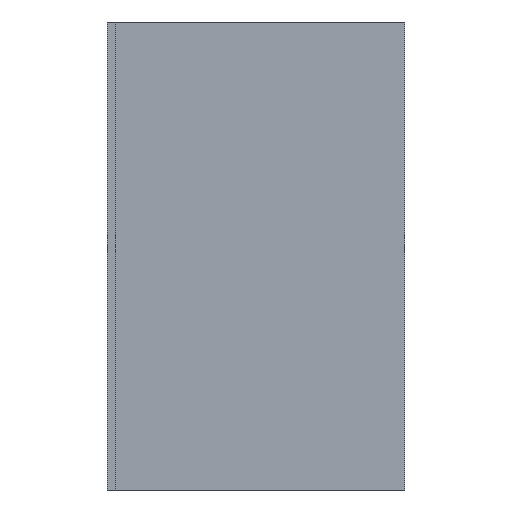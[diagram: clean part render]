
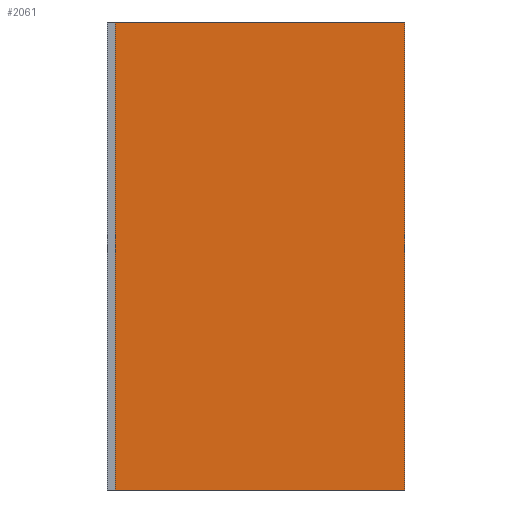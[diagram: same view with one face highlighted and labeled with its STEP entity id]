
A CAD part, left-side view. The second image highlights one B-rep face of the part: STEP entity #2061.
In plain terms, the highlighted planar face has unit normal (-1, 0, 0).
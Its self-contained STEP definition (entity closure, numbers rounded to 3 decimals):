
#57 = CARTESIAN_POINT ( 'NONE',  ( -0.014, -0.01, 0. ) ) ;
#215 = VECTOR ( 'NONE', #1409, 1000. ) ;
#526 = CARTESIAN_POINT ( 'NONE',  ( -0.014, 0., 0. ) ) ;
#533 = ORIENTED_EDGE ( 'NONE', *, *, #2039, .T. ) ;
#641 = CARTESIAN_POINT ( 'NONE',  ( -0.014, 0., -0.55 ) ) ;
#807 = DIRECTION ( 'NONE',  ( 0., 1., 0. ) ) ;
#913 = VERTEX_POINT ( 'NONE', #1998 ) ;
#914 = DIRECTION ( 'NONE',  ( 0., 0., 1. ) ) ;
#1041 = LINE ( 'NONE', #526, #2672 ) ;
#1051 = CARTESIAN_POINT ( 'NONE',  ( -0.014, -0.01, -0.55 ) ) ;
#1068 = CARTESIAN_POINT ( 'NONE',  ( -0.014, 0.33, -0.55 ) ) ;
#1225 = EDGE_CURVE ( 'NONE', #913, #2394, #1669, .T. ) ;
#1322 = CARTESIAN_POINT ( 'NONE',  ( -0.014, 0.33, 0. ) ) ;
#1380 = ORIENTED_EDGE ( 'NONE', *, *, #3492, .T. ) ;
#1409 = DIRECTION ( 'NONE',  ( 0., 1., 0. ) ) ;
#1618 = ORIENTED_EDGE ( 'NONE', *, *, #1225, .F. ) ;
#1669 = LINE ( 'NONE', #641, #215 ) ;
#1766 = VERTEX_POINT ( 'NONE', #57 ) ;
#1855 = ORIENTED_EDGE ( 'NONE', *, *, #2216, .F. ) ;
#1920 = DIRECTION ( 'NONE',  ( 1., 0., 0. ) ) ;
#1998 = CARTESIAN_POINT ( 'NONE',  ( -0.014, -0.01, -0.55 ) ) ;
#2039 = EDGE_CURVE ( 'NONE', #913, #1766, #2403, .T. ) ;
#2061 = ADVANCED_FACE ( 'NONE', ( #2920 ), #2675, .F. ) ;
#2072 = VERTEX_POINT ( 'NONE', #1322 ) ;
#2102 = DIRECTION ( 'NONE',  ( 0., 1., 0. ) ) ;
#2216 = EDGE_CURVE ( 'NONE', #2394, #2072, #3330, .T. ) ;
#2380 = DIRECTION ( 'NONE',  ( 0., 0., 1. ) ) ;
#2394 = VERTEX_POINT ( 'NONE', #1068 ) ;
#2403 = LINE ( 'NONE', #1051, #3475 ) ;
#2604 = AXIS2_PLACEMENT_3D ( 'NONE', #2638, #1920, #807 ) ;
#2638 = CARTESIAN_POINT ( 'NONE',  ( -0.014, 0., -0.55 ) ) ;
#2672 = VECTOR ( 'NONE', #2102, 1000. ) ;
#2675 = PLANE ( 'NONE',  #2604 ) ;
#2775 = VECTOR ( 'NONE', #914, 1000. ) ;
#2800 = CARTESIAN_POINT ( 'NONE',  ( -0.014, 0.33, -0.55 ) ) ;
#2920 = FACE_OUTER_BOUND ( 'NONE', #3000, .T. ) ;
#3000 = EDGE_LOOP ( 'NONE', ( #1380, #1855, #1618, #533 ) ) ;
#3330 = LINE ( 'NONE', #2800, #2775 ) ;
#3475 = VECTOR ( 'NONE', #2380, 1000. ) ;
#3492 = EDGE_CURVE ( 'NONE', #1766, #2072, #1041, .T. ) ;
